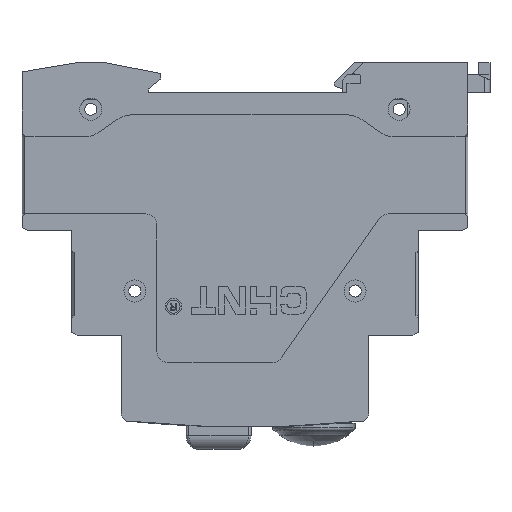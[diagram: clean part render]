
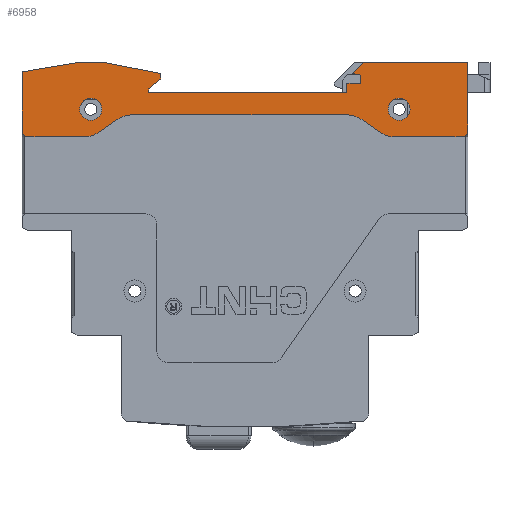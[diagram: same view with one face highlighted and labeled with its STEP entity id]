
A CAD part, front view. The second image highlights one B-rep face of the part: STEP entity #6958.
In plain terms, the highlighted planar face has unit normal (0, -1, 0).
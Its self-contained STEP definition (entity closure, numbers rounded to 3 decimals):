
#2=CARTESIAN_POINT('',(-28.,0.,-8.5));
#3=DIRECTION('',(0.,-1.,0.));
#4=DIRECTION('',(-1.,0.,0.));
#5=AXIS2_PLACEMENT_3D('',#2,#3,#4);
#7=CARTESIAN_POINT('',(-28.,0.,-8.5));
#8=DIRECTION('',(0.,-1.,0.));
#9=DIRECTION('',(1.,0.,0.));
#10=AXIS2_PLACEMENT_3D('',#7,#8,#9);
#12=CARTESIAN_POINT('',(28.,0.,-8.5));
#13=DIRECTION('',(0.,-1.,0.));
#14=DIRECTION('',(-1.,0.,0.));
#15=AXIS2_PLACEMENT_3D('',#12,#13,#14);
#17=CARTESIAN_POINT('',(28.,0.,-8.5));
#18=DIRECTION('',(0.,-1.,0.));
#19=DIRECTION('',(1.,0.,0.));
#20=AXIS2_PLACEMENT_3D('',#17,#18,#19);
#42=DIRECTION('',(-0.814,0.,-0.581));
#43=VECTOR('',#42,0.86);
#44=CARTESIAN_POINT('',(40.5,0.,-13.));
#45=LINE('',#44,#43);
#46=DIRECTION('',(-1.,0.,0.));
#47=VECTOR('',#46,12.524);
#48=CARTESIAN_POINT('',(39.8,0.,-13.5));
#49=LINE('',#48,#47);
#50=CARTESIAN_POINT('',(27.276,0.,-8.5));
#51=DIRECTION('',(0.,-1.,0.));
#52=DIRECTION('',(-0.574,0.,-0.819));
#53=AXIS2_PLACEMENT_3D('',#50,#51,#52);
#55=DIRECTION('',(-0.819,0.,0.574));
#56=VECTOR('',#55,3.821);
#57=CARTESIAN_POINT('',(24.409,0.,-12.596));
#58=LINE('',#57,#56);
#59=DIRECTION('',(-1.,0.,0.));
#60=VECTOR('',#59,38.832);
#61=CARTESIAN_POINT('',(18.411,0.,-9.5));
#62=LINE('',#61,#60);
#63=DIRECTION('',(-0.819,0.,-0.574));
#64=VECTOR('',#63,3.805);
#65=CARTESIAN_POINT('',(-23.293,0.,-10.407));
#66=LINE('',#65,#64);
#67=CARTESIAN_POINT('',(-29.279,0.,-8.5));
#68=DIRECTION('',(0.,-1.,0.));
#69=DIRECTION('',(0.,0.,-1.));
#70=AXIS2_PLACEMENT_3D('',#67,#68,#69);
#72=DIRECTION('',(1.,0.,0.));
#73=VECTOR('',#72,10.521);
#74=CARTESIAN_POINT('',(-39.8,0.,-13.5));
#75=LINE('',#74,#73);
#76=DIRECTION('',(0.814,0.,-0.581));
#77=VECTOR('',#76,0.86);
#78=CARTESIAN_POINT('',(-40.5,0.,-13.));
#79=LINE('',#78,#77);
#80=DIRECTION('',(1.,0.,0.));
#81=VECTOR('',#80,5.);
#82=CARTESIAN_POINT('',(-30.5,0.,0.));
#83=LINE('',#82,#81);
#84=DIRECTION('',(0.981,0.,-0.192));
#85=VECTOR('',#84,10.394);
#86=CARTESIAN_POINT('',(-25.5,0.,0.));
#87=LINE('',#86,#85);
#88=DIRECTION('',(0.,0.,-1.));
#89=VECTOR('',#88,1.);
#90=CARTESIAN_POINT('',(-15.3,0.,-2.));
#91=LINE('',#90,#89);
#92=DIRECTION('',(-0.774,0.,-0.633));
#93=VECTOR('',#92,2.843);
#94=CARTESIAN_POINT('',(-15.3,0.,-3.));
#95=LINE('',#94,#93);
#96=DIRECTION('',(0.,0.,-1.));
#97=VECTOR('',#96,0.7);
#98=CARTESIAN_POINT('',(-17.5,0.,-4.8));
#99=LINE('',#98,#97);
#100=DIRECTION('',(1.,0.,0.));
#101=VECTOR('',#100,36.);
#102=CARTESIAN_POINT('',(-17.5,0.,-5.5));
#103=LINE('',#102,#101);
#104=DIRECTION('',(-1.,0.,0.));
#105=VECTOR('',#104,2.5);
#106=CARTESIAN_POINT('',(21.,0.,-3.8));
#107=LINE('',#106,#105);
#108=DIRECTION('',(0.,0.,-1.));
#109=VECTOR('',#108,1.5);
#110=CARTESIAN_POINT('',(21.,0.,-2.3));
#111=LINE('',#110,#109);
#112=DIRECTION('',(0.981,0.,-0.196));
#113=VECTOR('',#112,1.53);
#114=CARTESIAN_POINT('',(19.5,0.,-2.));
#115=LINE('',#114,#113);
#116=DIRECTION('',(0.707,0.,0.707));
#117=VECTOR('',#116,2.828);
#118=CARTESIAN_POINT('',(19.5,0.,-2.));
#119=LINE('',#118,#117);
#1416=DIRECTION('',(0.,0.,-1.));
#1417=VECTOR('',#1416,11.3);
#1418=CARTESIAN_POINT('',(-40.5,0.,-1.7));
#1419=LINE('',#1418,#1417);
#1441=CARTESIAN_POINT('',(-20.421,0.,-14.5));
#1442=DIRECTION('',(0.,1.,0.));
#1443=DIRECTION('',(-0.574,0.,0.819));
#1444=AXIS2_PLACEMENT_3D('',#1441,#1442,#1443);
#2345=DIRECTION('',(0.,0.,1.));
#2346=VECTOR('',#2345,13.);
#2347=CARTESIAN_POINT('',(40.5,0.,-13.));
#2348=LINE('',#2347,#2346);
#2421=DIRECTION('',(-1.,0.,0.));
#2422=VECTOR('',#2421,19.);
#2423=CARTESIAN_POINT('',(40.5,0.,0.));
#2424=LINE('',#2423,#2422);
#2457=DIRECTION('',(0.,0.,-1.));
#2458=VECTOR('',#2457,1.7);
#2459=CARTESIAN_POINT('',(18.5,0.,-3.8));
#2460=LINE('',#2459,#2458);
#2605=DIRECTION('',(-0.986,0.,-0.168));
#2606=VECTOR('',#2605,10.143);
#2607=CARTESIAN_POINT('',(-30.5,0.,0.));
#2608=LINE('',#2607,#2606);
#4885=CARTESIAN_POINT('',(18.411,0.,-14.5));
#4886=DIRECTION('',(0.,1.,0.));
#4887=DIRECTION('',(0.,0.,1.));
#4888=AXIS2_PLACEMENT_3D('',#4885,#4886,#4887);
#5234=CARTESIAN_POINT('',(-30.5,0.,0.));
#5235=CARTESIAN_POINT('',(-25.5,0.,0.));
#5236=VERTEX_POINT('',#5234);
#5237=VERTEX_POINT('',#5235);
#5238=CARTESIAN_POINT('',(-15.3,0.,-2.));
#5239=VERTEX_POINT('',#5238);
#5240=CARTESIAN_POINT('',(-15.3,0.,-3.));
#5241=VERTEX_POINT('',#5240);
#5242=CARTESIAN_POINT('',(-17.5,0.,-4.8));
#5243=VERTEX_POINT('',#5242);
#5244=CARTESIAN_POINT('',(-17.5,0.,-5.5));
#5245=VERTEX_POINT('',#5244);
#5246=CARTESIAN_POINT('',(18.5,0.,-5.5));
#5247=VERTEX_POINT('',#5246);
#5338=CARTESIAN_POINT('',(21.5,0.,0.));
#5339=VERTEX_POINT('',#5338);
#5340=CARTESIAN_POINT('',(19.5,0.,-2.));
#5341=CARTESIAN_POINT('',(21.,0.,-2.3));
#5342=VERTEX_POINT('',#5340);
#5343=VERTEX_POINT('',#5341);
#5344=CARTESIAN_POINT('',(21.,0.,-3.8));
#5345=VERTEX_POINT('',#5344);
#5346=CARTESIAN_POINT('',(18.5,0.,-3.8));
#5347=VERTEX_POINT('',#5346);
#5476=CARTESIAN_POINT('',(-30.,0.,-8.5));
#5477=CARTESIAN_POINT('',(-26.,0.,-8.5));
#5478=VERTEX_POINT('',#5476);
#5479=VERTEX_POINT('',#5477);
#5480=CARTESIAN_POINT('',(26.,0.,-8.5));
#5481=CARTESIAN_POINT('',(30.,0.,-8.5));
#5482=VERTEX_POINT('',#5480);
#5483=VERTEX_POINT('',#5481);
#5564=CARTESIAN_POINT('',(-40.5,0.,-1.7));
#5566=VERTEX_POINT('',#5564);
#5568=CARTESIAN_POINT('',(40.5,0.,0.));
#5569=VERTEX_POINT('',#5568);
#5686=CARTESIAN_POINT('',(18.411,0.,-9.5));
#5687=VERTEX_POINT('',#5686);
#5688=CARTESIAN_POINT('',(21.279,0.,-10.404));
#5689=VERTEX_POINT('',#5688);
#5694=CARTESIAN_POINT('',(-23.293,0.,-10.407));
#5695=VERTEX_POINT('',#5694);
#5696=CARTESIAN_POINT('',(-20.421,0.,-9.5));
#5697=VERTEX_POINT('',#5696);
#5714=CARTESIAN_POINT('',(24.409,0.,-12.596));
#5715=CARTESIAN_POINT('',(27.276,0.,-13.5));
#5716=VERTEX_POINT('',#5714);
#5717=VERTEX_POINT('',#5715);
#5722=CARTESIAN_POINT('',(-29.279,0.,-13.5));
#5723=CARTESIAN_POINT('',(-26.407,0.,-12.593));
#5724=VERTEX_POINT('',#5722);
#5725=VERTEX_POINT('',#5723);
#5738=CARTESIAN_POINT('',(-40.5,0.,-13.));
#5739=CARTESIAN_POINT('',(-39.8,0.,-13.5));
#5740=VERTEX_POINT('',#5738);
#5741=VERTEX_POINT('',#5739);
#5754=CARTESIAN_POINT('',(40.5,0.,-13.));
#5755=CARTESIAN_POINT('',(39.8,0.,-13.5));
#5756=VERTEX_POINT('',#5754);
#5757=VERTEX_POINT('',#5755);
#6887=CARTESIAN_POINT('',(0.,0.,0.));
#6888=DIRECTION('',(0.,1.,0.));
#6889=DIRECTION('',(1.,0.,0.));
#6890=AXIS2_PLACEMENT_3D('',#6887,#6888,#6889);
#6891=PLANE('',#6890);
#6893=ORIENTED_EDGE('',*,*,#6892,.T.);
#6895=ORIENTED_EDGE('',*,*,#6894,.T.);
#6897=ORIENTED_EDGE('',*,*,#6896,.F.);
#6899=ORIENTED_EDGE('',*,*,#6898,.T.);
#6901=ORIENTED_EDGE('',*,*,#6900,.F.);
#6903=ORIENTED_EDGE('',*,*,#6902,.T.);
#6905=ORIENTED_EDGE('',*,*,#6904,.F.);
#6907=ORIENTED_EDGE('',*,*,#6906,.T.);
#6909=ORIENTED_EDGE('',*,*,#6908,.F.);
#6911=ORIENTED_EDGE('',*,*,#6910,.F.);
#6913=ORIENTED_EDGE('',*,*,#6912,.F.);
#6915=ORIENTED_EDGE('',*,*,#6914,.F.);
#6917=ORIENTED_EDGE('',*,*,#6916,.F.);
#6919=ORIENTED_EDGE('',*,*,#6918,.T.);
#6921=ORIENTED_EDGE('',*,*,#6920,.T.);
#6923=ORIENTED_EDGE('',*,*,#6922,.T.);
#6925=ORIENTED_EDGE('',*,*,#6924,.T.);
#6927=ORIENTED_EDGE('',*,*,#6926,.T.);
#6929=ORIENTED_EDGE('',*,*,#6928,.T.);
#6931=ORIENTED_EDGE('',*,*,#6930,.F.);
#6933=ORIENTED_EDGE('',*,*,#6932,.F.);
#6935=ORIENTED_EDGE('',*,*,#6934,.F.);
#6937=ORIENTED_EDGE('',*,*,#6936,.F.);
#6939=ORIENTED_EDGE('',*,*,#6938,.T.);
#6941=ORIENTED_EDGE('',*,*,#6940,.F.);
#6943=ORIENTED_EDGE('',*,*,#6942,.F.);
#6944=EDGE_LOOP('',(#6893,#6895,#6897,#6899,#6901,#6903,#6905,#6907,#6909,#6911,
#6913,#6915,#6917,#6919,#6921,#6923,#6925,#6927,#6929,#6931,#6933,#6935,#6937,
#6939,#6941,#6943));
#6945=FACE_OUTER_BOUND('',#6944,.F.);
#6947=ORIENTED_EDGE('',*,*,#6946,.T.);
#6949=ORIENTED_EDGE('',*,*,#6948,.T.);
#6950=EDGE_LOOP('',(#6947,#6949));
#6951=FACE_BOUND('',#6950,.F.);
#6953=ORIENTED_EDGE('',*,*,#6952,.T.);
#6955=ORIENTED_EDGE('',*,*,#6954,.T.);
#6956=EDGE_LOOP('',(#6953,#6955));
#6957=FACE_BOUND('',#6956,.F.);
#6=CIRCLE('',#5,2.);
#11=CIRCLE('',#10,2.);
#16=CIRCLE('',#15,2.);
#21=CIRCLE('',#20,2.);
#54=CIRCLE('',#53,5.);
#71=CIRCLE('',#70,5.);
#1445=CIRCLE('',#1444,5.);
#4889=CIRCLE('',#4888,5.);
#6892=EDGE_CURVE('',#5756,#5757,#45,.T.);
#6894=EDGE_CURVE('',#5757,#5717,#49,.T.);
#6896=EDGE_CURVE('',#5716,#5717,#54,.T.);
#6898=EDGE_CURVE('',#5716,#5689,#58,.T.);
#6900=EDGE_CURVE('',#5687,#5689,#4889,.T.);
#6902=EDGE_CURVE('',#5687,#5697,#62,.T.);
#6904=EDGE_CURVE('',#5695,#5697,#1445,.T.);
#6906=EDGE_CURVE('',#5695,#5725,#66,.T.);
#6908=EDGE_CURVE('',#5724,#5725,#71,.T.);
#6910=EDGE_CURVE('',#5741,#5724,#75,.T.);
#6912=EDGE_CURVE('',#5740,#5741,#79,.T.);
#6914=EDGE_CURVE('',#5566,#5740,#1419,.T.);
#6916=EDGE_CURVE('',#5236,#5566,#2608,.T.);
#6918=EDGE_CURVE('',#5236,#5237,#83,.T.);
#6920=EDGE_CURVE('',#5237,#5239,#87,.T.);
#6922=EDGE_CURVE('',#5239,#5241,#91,.T.);
#6924=EDGE_CURVE('',#5241,#5243,#95,.T.);
#6926=EDGE_CURVE('',#5243,#5245,#99,.T.);
#6928=EDGE_CURVE('',#5245,#5247,#103,.T.);
#6930=EDGE_CURVE('',#5347,#5247,#2460,.T.);
#6932=EDGE_CURVE('',#5345,#5347,#107,.T.);
#6934=EDGE_CURVE('',#5343,#5345,#111,.T.);
#6936=EDGE_CURVE('',#5342,#5343,#115,.T.);
#6938=EDGE_CURVE('',#5342,#5339,#119,.T.);
#6940=EDGE_CURVE('',#5569,#5339,#2424,.T.);
#6942=EDGE_CURVE('',#5756,#5569,#2348,.T.);
#6946=EDGE_CURVE('',#5478,#5479,#6,.T.);
#6948=EDGE_CURVE('',#5479,#5478,#11,.T.);
#6952=EDGE_CURVE('',#5482,#5483,#16,.T.);
#6954=EDGE_CURVE('',#5483,#5482,#21,.T.);
#6958=ADVANCED_FACE('',(#6945,#6951,#6957),#6891,.F.);
